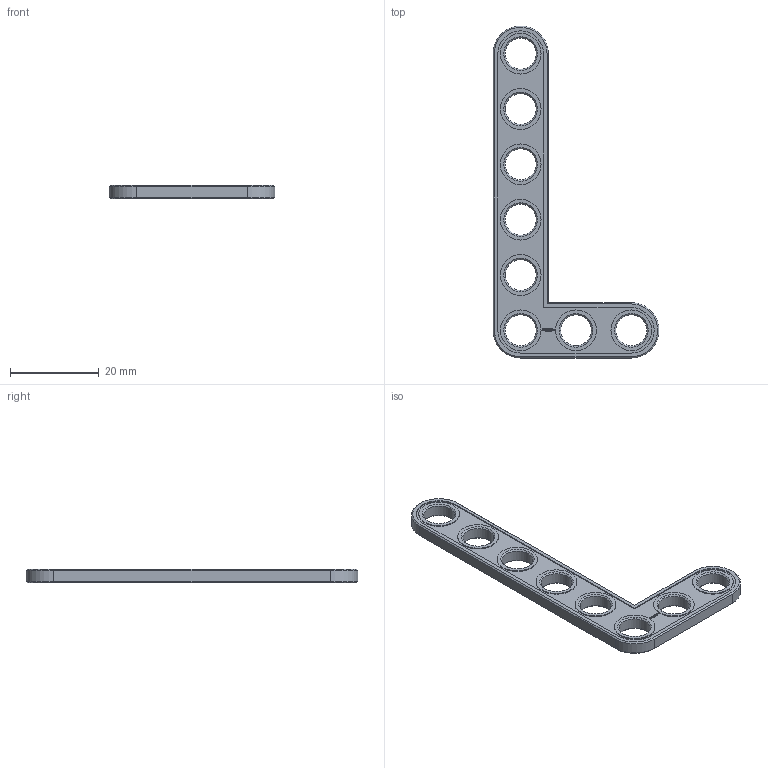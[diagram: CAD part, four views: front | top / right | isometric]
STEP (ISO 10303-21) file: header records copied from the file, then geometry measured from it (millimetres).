
FILE_DESCRIPTION(('FreeCAD Model'),'2;1');
FILE_NAME('Open CASCADE Shape Model','2022-02-08T21:11:08',( 'Paulo Kiefe'),('STEMFIE.org'),'Open CASCADE STEP processor 7.4', 'FreeCAD','Unknown');
FILE_SCHEMA(('AUTOMOTIVE_DESIGN { 1 0 10303 214 1 1 1 1 }'));
Length unit declared in the file: millimetre
Products named in the file (1): Brace_AGD_90_ASYM_ERR_BU03x06x01x00.25_-_SPN-BRC-1020_(stemfie.org)
Bounding box: 37.5 x 75 x 3.12 mm (x, y, z)
Volume: 2688.4 mm3; surface area: 2965.1 mm2
Topology: 1 solids, 1 shells, 565 faces, 1533 edges, 1012 vertices
Faces by surface type: plane 337, extrusion 184, cone 22, cylinder 22
Full cylindrical faces by diameter (mm): 7 x8, 9.2 x8
Entity records: 38985 total; most frequent: CARTESIAN_POINT 9626, DIRECTION 4677, VECTOR 3745, LINE 3561, ORIENTED_EDGE 3066, PCURVE 3066, DEFINITIONAL_REPRESENTATION 3066, EDGE_CURVE 1533
